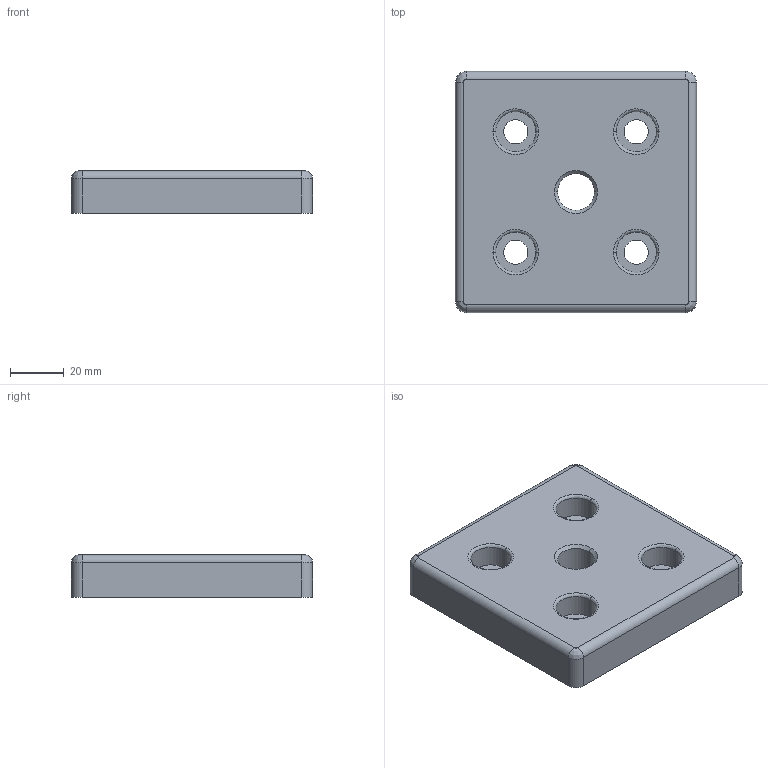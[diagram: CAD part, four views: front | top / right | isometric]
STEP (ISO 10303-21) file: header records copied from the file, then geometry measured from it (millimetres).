
FILE_DESCRIPTION(('STEP AP214'),'1');
FILE_NAME('fath_093t90901608s.stp','2017-10-09T09:47:50',('TraceParts'),('TraceParts S.A.'),'Spatial InterOp 3D',' ',' ');
FILE_SCHEMA(('automotive_design'));
Length unit declared in the file: millimetre
Products named in the file (1): fath_093t90901608s
Bounding box: 90 x 90 x 16 mm (x, y, z)
Volume: 81399.4 mm3; surface area: 31473.6 mm2
Topology: 1 solids, 1 shells, 197 faces, 485 edges, 281 vertices
Faces by surface type: cylinder 102, bspline 64, plane 27, cone 4
Entity records: 9101 total; most frequent: CARTESIAN_POINT 3023, DIRECTION 992, ORIENTED_EDGE 934, EDGE_CURVE 467, AXIS2_PLACEMENT_3D 418, CIRCLE 284, VERTEX_POINT 281, EDGE_LOOP 216
